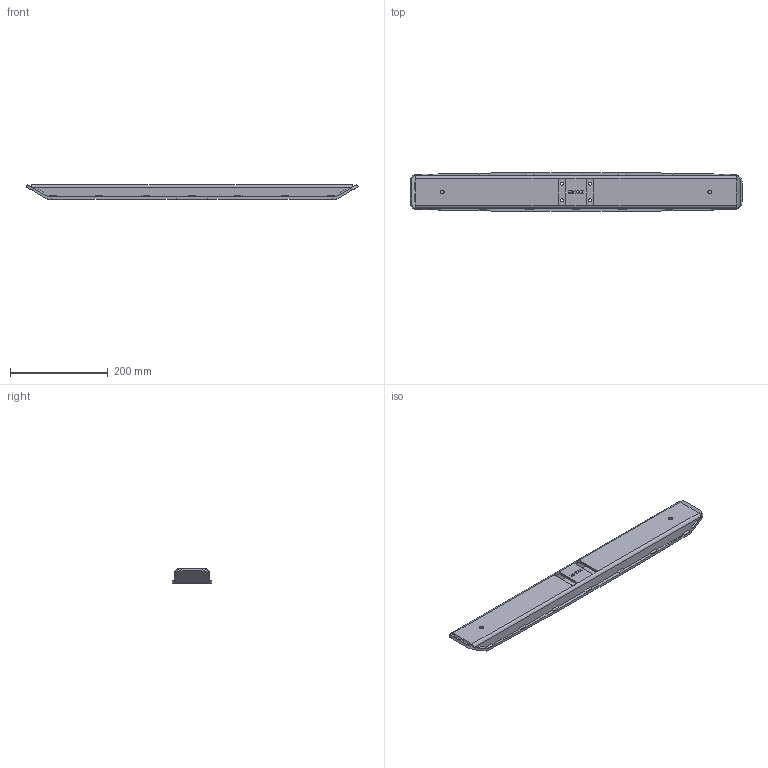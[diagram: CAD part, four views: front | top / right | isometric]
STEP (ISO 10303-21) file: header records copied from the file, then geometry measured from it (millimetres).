
FILE_DESCRIPTION((''),'2;1');
FILE_NAME('JC35TS-0290','2021-01-06T16:40:00',('sa'),('捷昌驱动'),'CREO PARAMETRIC BY PTC INC, 2018100','CREO PARAMETRIC BY PTC INC, 2018100','');
FILE_SCHEMA(('CONFIG_CONTROL_DESIGN'));
Length unit declared in the file: millimetre
Products named in the file (1): JC35TS-0290
Bounding box: 680 x 80 x 30 mm (x, y, z)
Volume: 591953.6 mm3; surface area: 239775.9 mm2
Topology: 1 solids, 3 shells, 243 faces, 700 edges, 456 vertices
Faces by surface type: plane 199, cylinder 40, bspline 4
Entity records: 8089 total; most frequent: CARTESIAN_POINT 1694, ORIENTED_EDGE 1392, DIRECTION 1196, EDGE_CURVE 700, VECTOR 572, LINE 572, VERTEX_POINT 456, AXIS2_PLACEMENT_3D 312
